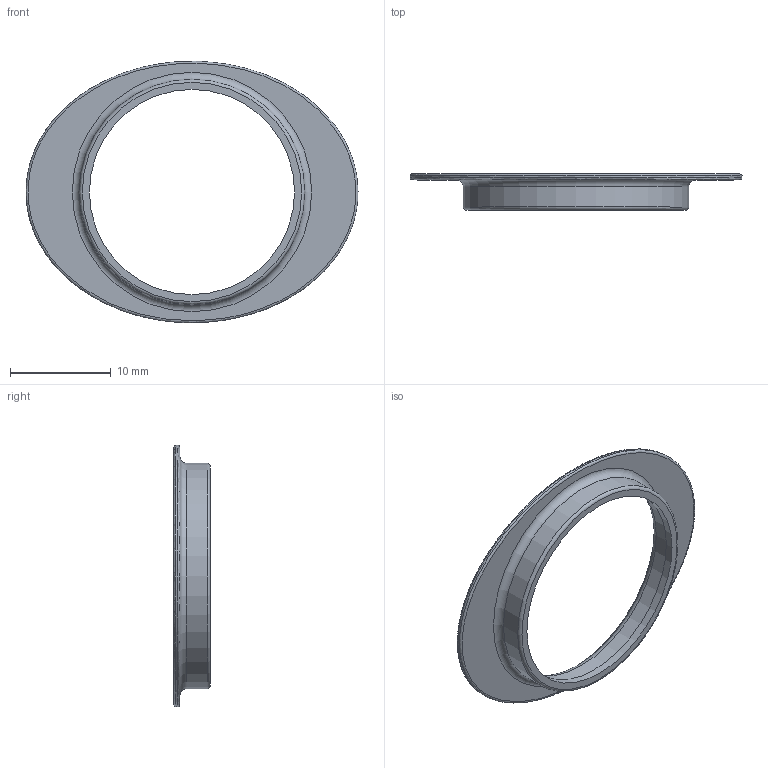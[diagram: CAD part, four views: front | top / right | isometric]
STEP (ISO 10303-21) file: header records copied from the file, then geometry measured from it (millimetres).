
FILE_DESCRIPTION(/* description */ ('FARBRING'),/* implementation_level */ '2;1');
FILE_NAME(/* name */ 'ESR08 BL.stp',/* time_stamp */ '2025-02-05T09:32:20+01:00',/* author */ ('ertl'),/* organization */ (''),/* preprocessor_version */ 'ST-DEVELOPER v20',/* originating_system */ 'Autodesk Inventor 2025',/* authorisation */ '');
FILE_SCHEMA (('AUTOMOTIVE_DESIGN { 1 0 10303 214 3 1 1 }'));
Length unit declared in the file: millimetre
Products named in the file (2): ESR08 BL; ESR08-BL
Assembly tree (1 placements, depth 2):
  ESR08 BL
    ESR08-BL
Bounding box: 33 x 3.6 x 25.97 mm (x, y, z)
Volume: 323.1 mm3; surface area: 1121.9 mm2
Topology: 1 solids, 1 shells, 15 faces, 28 edges, 17 vertices
Faces by surface type: plane 4, torus 4, bspline 3, cylinder 3, cone 1
Full cylindrical faces by diameter (mm): 20.4 x1, 21.2 x1, 22.4 x1
Entity records: 706 total; most frequent: CARTESIAN_POINT 339, DIRECTION 69, ORIENTED_EDGE 56, AXIS2_PLACEMENT_3D 32, EDGE_CURVE 28, EDGE_LOOP 19, CIRCLE 17, VERTEX_POINT 17
